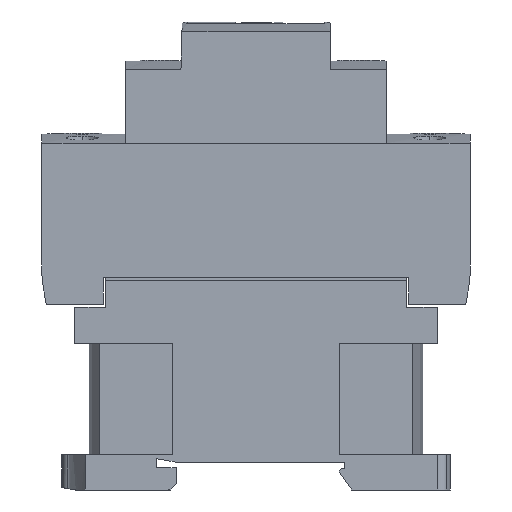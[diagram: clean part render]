
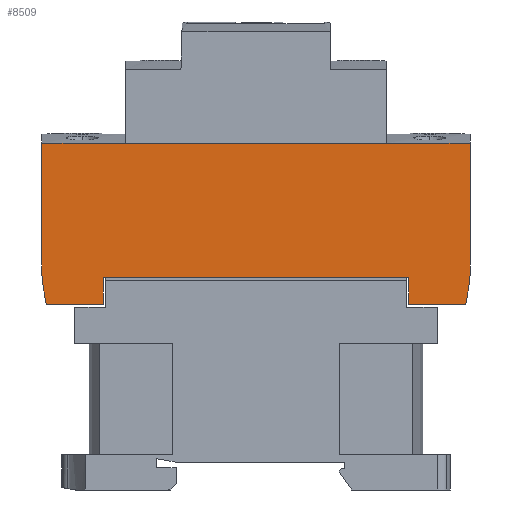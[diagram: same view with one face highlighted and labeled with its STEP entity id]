
A CAD part, left-side view. The second image highlights one B-rep face of the part: STEP entity #8509.
In plain terms, the highlighted planar face has unit normal (-1, 0, 0).
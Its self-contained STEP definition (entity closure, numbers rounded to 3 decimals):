
#82 = DIRECTION ( 'NONE',  ( 0., 0., -1. ) ) ;
#568 = ORIENTED_EDGE ( 'NONE', *, *, #10155, .T. ) ;
#708 = ORIENTED_EDGE ( 'NONE', *, *, #10944, .T. ) ;
#810 = VECTOR ( 'NONE', #9148, 1000. ) ;
#902 = CARTESIAN_POINT ( 'NONE',  ( 0., 16.6, 68.65 ) ) ;
#933 = CARTESIAN_POINT ( 'NONE',  ( 0., 12.2, 42.05 ) ) ;
#936 = CARTESIAN_POINT ( 'NONE',  ( 0., 0., 43.937 ) ) ;
#1049 = EDGE_CURVE ( 'NONE', #6188, #2319, #7423, .T. ) ;
#1065 = CARTESIAN_POINT ( 'NONE',  ( 0., 83.918, 36.75 ) ) ;
#1077 = ORIENTED_EDGE ( 'NONE', *, *, #8825, .T. ) ;
#1161 = DIRECTION ( 'NONE',  ( 1., 0., 0. ) ) ;
#1240 = CARTESIAN_POINT ( 'NONE',  ( 0., 0.38, 39.596 ) ) ;
#1315 = VECTOR ( 'NONE', #10472, 1000. ) ;
#1397 = DIRECTION ( 'NONE',  ( 0., 0., 1. ) ) ;
#1467 = CARTESIAN_POINT ( 'NONE',  ( 0., 12.2, 36.75 ) ) ;
#1493 = VECTOR ( 'NONE', #11831, 1000. ) ;
#1502 = VERTEX_POINT ( 'NONE', #11252 ) ;
#1582 = DIRECTION ( 'NONE',  ( 0., 1., 0. ) ) ;
#1592 = CARTESIAN_POINT ( 'NONE',  ( 0., 72.6, 42.05 ) ) ;
#1650 = VERTEX_POINT ( 'NONE', #12633 ) ;
#1803 = LINE ( 'NONE', #10777, #1493 ) ;
#1819 = EDGE_CURVE ( 'NONE', #10904, #3067, #1803, .T. ) ;
#1953 = DIRECTION ( 'NONE',  ( 0., 1., 0. ) ) ;
#2109 = DIRECTION ( 'NONE',  ( 0., 0.174, 0.985 ) ) ;
#2217 = CARTESIAN_POINT ( 'NONE',  ( 0., 0.38, 39.596 ) ) ;
#2279 = CIRCLE ( 'NONE', #2655, 25. ) ;
#2281 = VECTOR ( 'NONE', #82, 1000. ) ;
#2305 = ORIENTED_EDGE ( 'NONE', *, *, #3187, .F. ) ;
#2319 = VERTEX_POINT ( 'NONE', #2217 ) ;
#2655 = AXIS2_PLACEMENT_3D ( 'NONE', #7283, #1161, #8325 ) ;
#2838 = EDGE_CURVE ( 'NONE', #10500, #9879, #11575, .T. ) ;
#2908 = LINE ( 'NONE', #1065, #5317 ) ;
#3067 = VERTEX_POINT ( 'NONE', #7061 ) ;
#3140 = EDGE_CURVE ( 'NONE', #11661, #1650, #2908, .T. ) ;
#3187 = EDGE_CURVE ( 'NONE', #1650, #1502, #2279, .T. ) ;
#3242 = VERTEX_POINT ( 'NONE', #6342 ) ;
#3533 = ORIENTED_EDGE ( 'NONE', *, *, #4621, .T. ) ;
#3569 = ORIENTED_EDGE ( 'NONE', *, *, #11741, .T. ) ;
#3570 = ORIENTED_EDGE ( 'NONE', *, *, #1819, .T. ) ;
#3575 = DIRECTION ( 'NONE',  ( 1., 0., 0. ) ) ;
#3700 = EDGE_CURVE ( 'NONE', #3067, #10500, #4656, .T. ) ;
#3716 = VECTOR ( 'NONE', #1582, 1000. ) ;
#3877 = EDGE_CURVE ( 'NONE', #2319, #3242, #13006, .T. ) ;
#3924 = DIRECTION ( 'NONE',  ( 1., 0., 0. ) ) ;
#4030 = LINE ( 'NONE', #9448, #1315 ) ;
#4048 = CARTESIAN_POINT ( 'NONE',  ( 0., 12.2, 36.75 ) ) ;
#4447 = CARTESIAN_POINT ( 'NONE',  ( 0., 72.6, 36.75 ) ) ;
#4551 = CARTESIAN_POINT ( 'NONE',  ( 0., 42.401, 53.7 ) ) ;
#4621 = EDGE_CURVE ( 'NONE', #9879, #1502, #7669, .T. ) ;
#4656 = LINE ( 'NONE', #902, #7050 ) ;
#4803 = VECTOR ( 'NONE', #9419, 1000. ) ;
#4842 = VECTOR ( 'NONE', #1397, 1000. ) ;
#5059 = CARTESIAN_POINT ( 'NONE',  ( 0., 0., 43.937 ) ) ;
#5206 = LINE ( 'NONE', #9113, #10640 ) ;
#5317 = VECTOR ( 'NONE', #2109, 1000. ) ;
#5741 = CARTESIAN_POINT ( 'NONE',  ( 0., 84.8, 68.65 ) ) ;
#5934 = VERTEX_POINT ( 'NONE', #1592 ) ;
#6009 = FACE_OUTER_BOUND ( 'NONE', #9271, .T. ) ;
#6153 = DIRECTION ( 'NONE',  ( 0., 0., -1. ) ) ;
#6188 = VERTEX_POINT ( 'NONE', #5059 ) ;
#6339 = ORIENTED_EDGE ( 'NONE', *, *, #3140, .F. ) ;
#6342 = CARTESIAN_POINT ( 'NONE',  ( 0., 0.882, 36.75 ) ) ;
#6465 = VERTEX_POINT ( 'NONE', #1467 ) ;
#6480 = CARTESIAN_POINT ( 'NONE',  ( 0., 72.6, 36.75 ) ) ;
#6815 = VERTEX_POINT ( 'NONE', #4447 ) ;
#7050 = VECTOR ( 'NONE', #1953, 1000. ) ;
#7061 = CARTESIAN_POINT ( 'NONE',  ( 0., 16.6, 68.65 ) ) ;
#7283 = CARTESIAN_POINT ( 'NONE',  ( 0., 59.8, 43.937 ) ) ;
#7423 = CIRCLE ( 'NONE', #13029, 25. ) ;
#7669 = LINE ( 'NONE', #12324, #10071 ) ;
#7672 = VERTEX_POINT ( 'NONE', #933 ) ;
#8024 = LINE ( 'NONE', #9288, #2281 ) ;
#8071 = DIRECTION ( 'NONE',  ( 0., -1., 0. ) ) ;
#8325 = DIRECTION ( 'NONE',  ( 0., 0.985, -0.174 ) ) ;
#8403 = LINE ( 'NONE', #4048, #11108 ) ;
#8509 = ADVANCED_FACE ( 'NONE', ( #6009 ), #9692, .F. ) ;
#8825 = EDGE_CURVE ( 'NONE', #5934, #7672, #5206, .T. ) ;
#9006 = LINE ( 'NONE', #936, #810 ) ;
#9113 = CARTESIAN_POINT ( 'NONE',  ( 0., 72.6, 42.05 ) ) ;
#9148 = DIRECTION ( 'NONE',  ( 0., 0., 1. ) ) ;
#9271 = EDGE_LOOP ( 'NONE', ( #12756, #3533, #2305, #6339, #3569, #708, #1077, #11654, #568, #11709, #11366, #10857, #3570, #11766 ) ) ;
#9288 = CARTESIAN_POINT ( 'NONE',  ( 0., 12.2, 42.05 ) ) ;
#9419 = DIRECTION ( 'NONE',  ( 0., 0.174, -0.985 ) ) ;
#9448 = CARTESIAN_POINT ( 'NONE',  ( 0., 83.918, 36.75 ) ) ;
#9692 = PLANE ( 'NONE',  #12197 ) ;
#9879 = VERTEX_POINT ( 'NONE', #5741 ) ;
#10052 = DIRECTION ( 'NONE',  ( 0., -1., 0. ) ) ;
#10071 = VECTOR ( 'NONE', #6153, 1000. ) ;
#10155 = EDGE_CURVE ( 'NONE', #6465, #3242, #8403, .T. ) ;
#10472 = DIRECTION ( 'NONE',  ( 0., -1., 0. ) ) ;
#10500 = VERTEX_POINT ( 'NONE', #10824 ) ;
#10509 = CARTESIAN_POINT ( 'NONE',  ( 0., 0., 68.65 ) ) ;
#10640 = VECTOR ( 'NONE', #8071, 1000. ) ;
#10716 = DIRECTION ( 'NONE',  ( 0., 1., 0. ) ) ;
#10774 = CARTESIAN_POINT ( 'NONE',  ( 0., 68.2, 68.65 ) ) ;
#10777 = CARTESIAN_POINT ( 'NONE',  ( 0., 0., 68.65 ) ) ;
#10824 = CARTESIAN_POINT ( 'NONE',  ( 0., 68.2, 68.65 ) ) ;
#10857 = ORIENTED_EDGE ( 'NONE', *, *, #11538, .T. ) ;
#10904 = VERTEX_POINT ( 'NONE', #10509 ) ;
#10944 = EDGE_CURVE ( 'NONE', #6815, #5934, #13045, .T. ) ;
#11081 = CARTESIAN_POINT ( 'NONE',  ( 0., 25., 43.937 ) ) ;
#11108 = VECTOR ( 'NONE', #11204, 1000. ) ;
#11204 = DIRECTION ( 'NONE',  ( 0., -1., 0. ) ) ;
#11252 = CARTESIAN_POINT ( 'NONE',  ( 0., 84.8, 43.937 ) ) ;
#11366 = ORIENTED_EDGE ( 'NONE', *, *, #1049, .F. ) ;
#11381 = CARTESIAN_POINT ( 'NONE',  ( 0., 83.918, 36.75 ) ) ;
#11538 = EDGE_CURVE ( 'NONE', #6188, #10904, #9006, .T. ) ;
#11575 = LINE ( 'NONE', #10774, #3716 ) ;
#11627 = EDGE_CURVE ( 'NONE', #7672, #6465, #8024, .T. ) ;
#11654 = ORIENTED_EDGE ( 'NONE', *, *, #11627, .T. ) ;
#11661 = VERTEX_POINT ( 'NONE', #11381 ) ;
#11709 = ORIENTED_EDGE ( 'NONE', *, *, #3877, .F. ) ;
#11741 = EDGE_CURVE ( 'NONE', #11661, #6815, #4030, .T. ) ;
#11766 = ORIENTED_EDGE ( 'NONE', *, *, #3700, .T. ) ;
#11831 = DIRECTION ( 'NONE',  ( 0., 1., 0. ) ) ;
#12197 = AXIS2_PLACEMENT_3D ( 'NONE', #4551, #3575, #10716 ) ;
#12324 = CARTESIAN_POINT ( 'NONE',  ( 0., 84.8, 68.65 ) ) ;
#12633 = CARTESIAN_POINT ( 'NONE',  ( 0., 84.42, 39.596 ) ) ;
#12756 = ORIENTED_EDGE ( 'NONE', *, *, #2838, .T. ) ;
#13006 = LINE ( 'NONE', #1240, #4803 ) ;
#13029 = AXIS2_PLACEMENT_3D ( 'NONE', #11081, #3924, #10052 ) ;
#13045 = LINE ( 'NONE', #6480, #4842 ) ;
